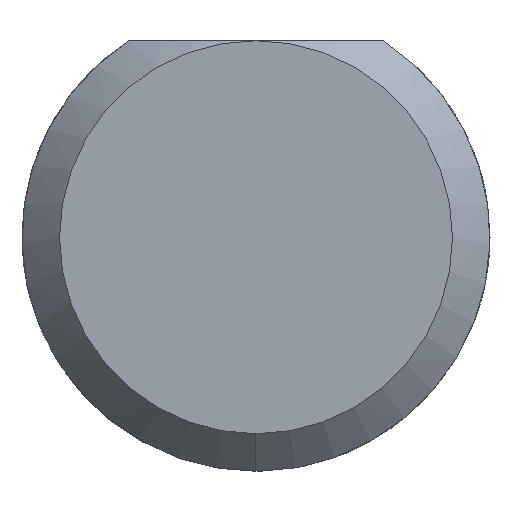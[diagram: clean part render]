
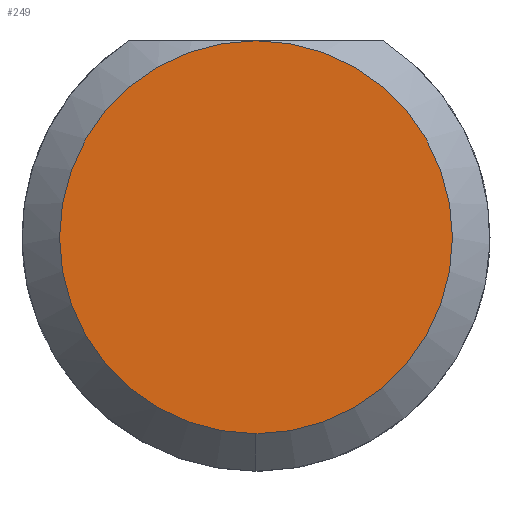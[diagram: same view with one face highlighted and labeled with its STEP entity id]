
A CAD part, left-side view. The second image highlights one B-rep face of the part: STEP entity #249.
In plain terms, the highlighted planar face has unit normal (-1, 0, 0).
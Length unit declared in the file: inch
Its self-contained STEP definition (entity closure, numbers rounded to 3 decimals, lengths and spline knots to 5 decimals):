
#12 = CARTESIAN_POINT ( 'NONE',  ( 0., 0., 0. ) ) ;
#52 = EDGE_CURVE ( 'NONE', #439, #731, #338, .T. ) ;
#119 = DIRECTION ( 'NONE',  ( -1., 0., 0. ) ) ;
#126 = CARTESIAN_POINT ( 'NONE',  ( 0., 0., -0.05235 ) ) ;
#128 = CARTESIAN_POINT ( 'NONE',  ( 0., 0., 0. ) ) ;
#181 = FACE_OUTER_BOUND ( 'NONE', #185, .T. ) ;
#185 = EDGE_LOOP ( 'NONE', ( #284, #475 ) ) ;
#240 = PLANE ( 'NONE',  #539 ) ;
#249 = ADVANCED_FACE ( 'NONE', ( #181 ), #240, .F. ) ;
#250 = DIRECTION ( 'NONE',  ( -1., 0., 0. ) ) ;
#284 = ORIENTED_EDGE ( 'NONE', *, *, #52, .T. ) ;
#302 = DIRECTION ( 'NONE',  ( 0., 0., -1. ) ) ;
#305 = DIRECTION ( 'NONE',  ( 0., 0., -1. ) ) ;
#338 = CIRCLE ( 'NONE', #719, 0.05235 ) ;
#343 = EDGE_CURVE ( 'NONE', #731, #439, #424, .T. ) ;
#424 = CIRCLE ( 'NONE', #480, 0.05235 ) ;
#439 = VERTEX_POINT ( 'NONE', #637 ) ;
#475 = ORIENTED_EDGE ( 'NONE', *, *, #343, .T. ) ;
#480 = AXIS2_PLACEMENT_3D ( 'NONE', #751, #119, #305 ) ;
#504 = DIRECTION ( 'NONE',  ( 1., 0., 0. ) ) ;
#539 = AXIS2_PLACEMENT_3D ( 'NONE', #128, #504, #302 ) ;
#637 = CARTESIAN_POINT ( 'NONE',  ( 0., 0., 0.05235 ) ) ;
#682 = DIRECTION ( 'NONE',  ( 0., 0., -1. ) ) ;
#719 = AXIS2_PLACEMENT_3D ( 'NONE', #12, #250, #682 ) ;
#731 = VERTEX_POINT ( 'NONE', #126 ) ;
#751 = CARTESIAN_POINT ( 'NONE',  ( 0., 0., 0. ) ) ;
